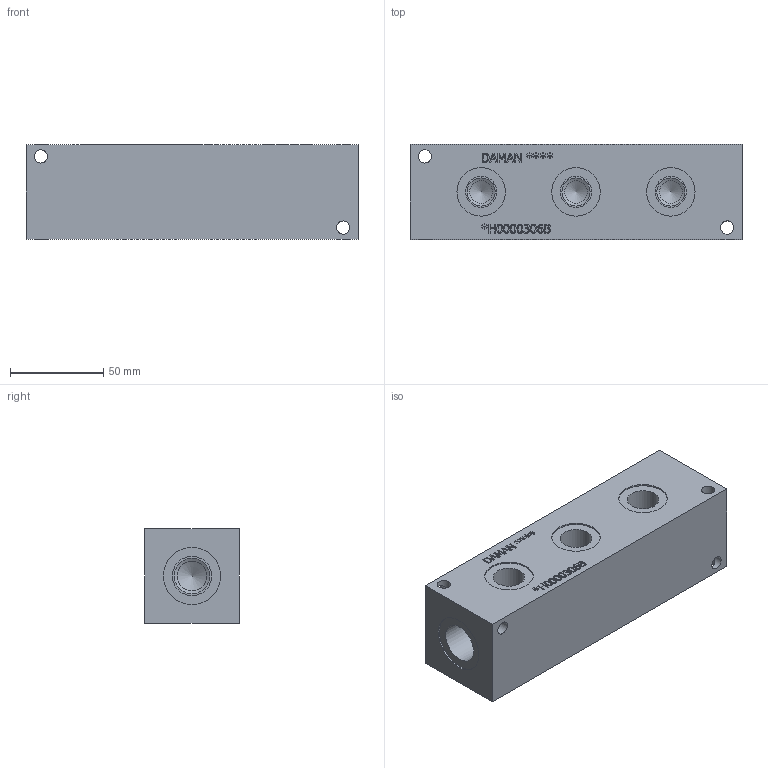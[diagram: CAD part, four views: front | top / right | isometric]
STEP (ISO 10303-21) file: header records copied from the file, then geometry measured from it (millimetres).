
FILE_DESCRIPTION(/* description */ (''),/* implementation_level */ '2;1');
FILE_NAME(/* name */ '_H0000306B.stp',/* time_stamp */ '2020-06-01T09:56:08-04:00',/* author */ ('devonn'),/* organization */ (''),/* preprocessor_version */ 'ST-DEVELOPER v17',/* originating_system */ 'Autodesk Inventor 2019',/* authorisation */ '');
FILE_SCHEMA (('AUTOMOTIVE_DESIGN { 1 0 10303 214 3 1 1 }'));
Length unit declared in the file: millimetre
Products named in the file (1): Part_AH0000306B.B02988R0_3D
Bounding box: 177.8 x 50.8 x 50.8 mm (x, y, z)
Volume: 421677.8 mm3; surface area: 51679.6 mm2
Topology: 1 solids, 1 shells, 377 faces, 1031 edges, 692 vertices
Faces by surface type: plane 219, bspline 120, cylinder 28, cone 10
Full cylindrical faces by diameter (mm): 7.137 x8, 12.294 x3, 15.062 x3, 15.875 x2, 16.764 x3, 18.923 x2, 21.057 x2, 25.933 x3, 30.683 x2
Entity records: 12865 total; most frequent: CARTESIAN_POINT 3656, ORIENTED_EDGE 2052, DIRECTION 1399, EDGE_CURVE 1026, VERTEX_POINT 692, LINE 689, VECTOR 689, EDGE_LOOP 430
